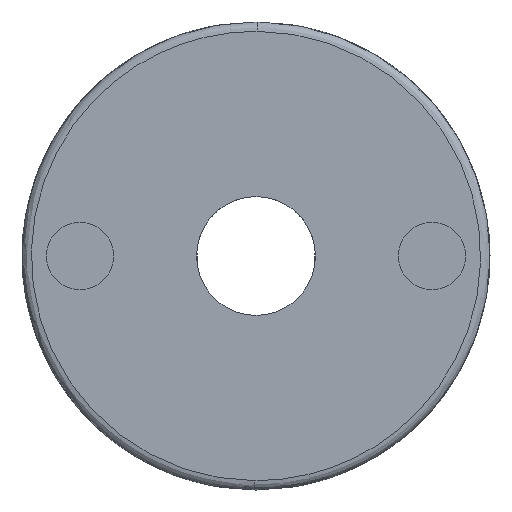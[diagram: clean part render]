
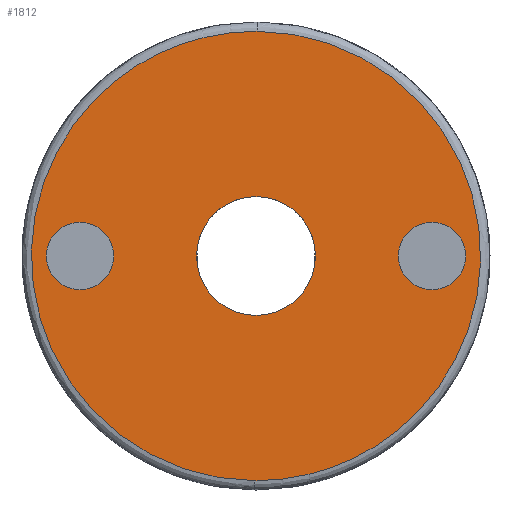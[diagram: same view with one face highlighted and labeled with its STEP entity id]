
A CAD part, left-side view. The second image highlights one B-rep face of the part: STEP entity #1812.
In plain terms, the highlighted planar face has unit normal (-1, 0, 0).
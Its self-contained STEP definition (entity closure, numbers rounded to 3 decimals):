
#149 =( BOUNDED_CURVE ( )  B_SPLINE_CURVE ( 3, ( #4749, #4781, #4780, #4774 ),
 .UNSPECIFIED., .F., .F. ) 
 B_SPLINE_CURVE_WITH_KNOTS ( ( 4, 4 ),
 ( 0.003, 1. ),
 .UNSPECIFIED. ) 
 CURVE ( )  GEOMETRIC_REPRESENTATION_ITEM ( )  RATIONAL_B_SPLINE_CURVE ( ( 1., 0.336, 0.336, 1. ) ) 
 REPRESENTATION_ITEM ( '' )  );
#232 = VERTEX_POINT ( 'NONE', #4792 ) ;
#271 = VERTEX_POINT ( 'NONE', #4723 ) ;
#275 = CARTESIAN_POINT ( 'NONE',  ( -15., 0.034, -12. ) ) ;
#278 = DIRECTION ( 'NONE',  ( 1., 0., 0. ) ) ;
#290 = DIRECTION ( 'NONE',  ( 0., 0., -1. ) ) ;
#320 = CARTESIAN_POINT ( 'NONE',  ( -15., -0.101, 12. ) ) ;
#324 = CARTESIAN_POINT ( 'NONE',  ( -15., -0.067, 12. ) ) ;
#343 = CARTESIAN_POINT ( 'NONE',  ( -15., 0., 12. ) ) ;
#362 = ORIENTED_EDGE ( 'NONE', *, *, #4908, .T. ) ;
#382 = CARTESIAN_POINT ( 'NONE',  ( -15., -0.034, 12. ) ) ;
#390 = CARTESIAN_POINT ( 'NONE',  ( -15., 0., -12. ) ) ;
#431 = VERTEX_POINT ( 'NONE', #1256 ) ;
#545 = EDGE_LOOP ( 'NONE', ( #2042, #3459 ) ) ;
#592 =( BOUNDED_CURVE ( )  B_SPLINE_CURVE ( 3, ( #343, #382, #324, #320 ),
 .UNSPECIFIED., .F., .F. ) 
 B_SPLINE_CURVE_WITH_KNOTS ( ( 4, 4 ),
 ( 0., 0.003 ),
 .UNSPECIFIED. ) 
 CURVE ( )  GEOMETRIC_REPRESENTATION_ITEM ( )  RATIONAL_B_SPLINE_CURVE ( ( 1., 1., 1., 1. ) ) 
 REPRESENTATION_ITEM ( '' )  );
#601 = CARTESIAN_POINT ( 'NONE',  ( -15., 0., -3.175 ) ) ;
#612 = AXIS2_PLACEMENT_3D ( 'NONE', #4117, #4455, #4029 ) ;
#623 = VERTEX_POINT ( 'NONE', #1700 ) ;
#764 = AXIS2_PLACEMENT_3D ( 'NONE', #806, #800, #793 ) ;
#793 = DIRECTION ( 'NONE',  ( 0., 0., -1. ) ) ;
#800 = DIRECTION ( 'NONE',  ( 1., 0., 0. ) ) ;
#804 = EDGE_LOOP ( 'NONE', ( #2938, #2188, #1414, #3114 ) ) ;
#806 = CARTESIAN_POINT ( 'NONE',  ( -15., -9.4, 0. ) ) ;
#876 = CARTESIAN_POINT ( 'NONE',  ( -15., 0.067, -12. ) ) ;
#921 = VERTEX_POINT ( 'NONE', #2271 ) ;
#1054 = CARTESIAN_POINT ( 'NONE',  ( -15., 0.101, -12. ) ) ;
#1256 = CARTESIAN_POINT ( 'NONE',  ( -15., 0., 3.175 ) ) ;
#1305 = ORIENTED_EDGE ( 'NONE', *, *, #4405, .T. ) ;
#1407 = ORIENTED_EDGE ( 'NONE', *, *, #3480, .T. ) ;
#1414 = ORIENTED_EDGE ( 'NONE', *, *, #4479, .F. ) ;
#1700 = CARTESIAN_POINT ( 'NONE',  ( -15., -9.4, 1.8 ) ) ;
#1812 = ADVANCED_FACE ( 'NONE', ( #3987, #3856, #2244, #3755 ), #4044, .F. ) ;
#1834 = DIRECTION ( 'NONE',  ( 0., 0., -1. ) ) ;
#1852 = CIRCLE ( 'NONE', #764, 1.8 ) ;
#1910 = DIRECTION ( 'NONE',  ( 1., 0., 0. ) ) ;
#1940 = CARTESIAN_POINT ( 'NONE',  ( -15., -9.4, 0. ) ) ;
#2042 = ORIENTED_EDGE ( 'NONE', *, *, #4970, .T. ) ;
#2073 = EDGE_CURVE ( 'NONE', #4352, #232, #592, .T. ) ;
#2188 = ORIENTED_EDGE ( 'NONE', *, *, #2261, .F. ) ;
#2244 = FACE_BOUND ( 'NONE', #3378, .T. ) ;
#2249 = AXIS2_PLACEMENT_3D ( 'NONE', #4072, #4081, #4083 ) ;
#2261 = EDGE_CURVE ( 'NONE', #271, #4352, #149, .T. ) ;
#2271 = CARTESIAN_POINT ( 'NONE',  ( -15., -9.4, -1.8 ) ) ;
#2278 = EDGE_LOOP ( 'NONE', ( #1407, #1305 ) ) ;
#2369 = CARTESIAN_POINT ( 'NONE',  ( -15., 9.4, 0. ) ) ;
#2451 =( BOUNDED_CURVE ( )  B_SPLINE_CURVE ( 3, ( #4629, #3951, #3062, #2749 ),
 .UNSPECIFIED., .F., .F. ) 
 B_SPLINE_CURVE_WITH_KNOTS ( ( 4, 4 ),
 ( 0.003, 1. ),
 .UNSPECIFIED. ) 
 CURVE ( )  GEOMETRIC_REPRESENTATION_ITEM ( )  RATIONAL_B_SPLINE_CURVE ( ( 1., 0.336, 0.336, 1. ) ) 
 REPRESENTATION_ITEM ( '' )  );
#2519 = CARTESIAN_POINT ( 'NONE',  ( -15., 9.4, 1.8 ) ) ;
#2582 = VERTEX_POINT ( 'NONE', #3717 ) ;
#2598 = AXIS2_PLACEMENT_3D ( 'NONE', #3903, #3897, #3894 ) ;
#2749 = CARTESIAN_POINT ( 'NONE',  ( -15., 0., -12. ) ) ;
#2875 =( BOUNDED_CURVE ( )  B_SPLINE_CURVE ( 3, ( #390, #275, #876, #1054 ),
 .UNSPECIFIED., .F., .F. ) 
 B_SPLINE_CURVE_WITH_KNOTS ( ( 4, 4 ),
 ( 0., 0.003 ),
 .UNSPECIFIED. ) 
 CURVE ( )  GEOMETRIC_REPRESENTATION_ITEM ( )  RATIONAL_B_SPLINE_CURVE ( ( 1., 1., 1., 1. ) ) 
 REPRESENTATION_ITEM ( '' )  );
#2938 = ORIENTED_EDGE ( 'NONE', *, *, #2073, .F. ) ;
#2984 = VERTEX_POINT ( 'NONE', #4095 ) ;
#3042 = EDGE_CURVE ( 'NONE', #3251, #2582, #4734, .T. ) ;
#3057 = CARTESIAN_POINT ( 'NONE',  ( -15., 0., 12. ) ) ;
#3062 = CARTESIAN_POINT ( 'NONE',  ( -15., -23.8, -12. ) ) ;
#3114 = ORIENTED_EDGE ( 'NONE', *, *, #4766, .F. ) ;
#3181 = AXIS2_PLACEMENT_3D ( 'NONE', #4066, #4109, #4143 ) ;
#3251 = VERTEX_POINT ( 'NONE', #2519 ) ;
#3378 = EDGE_LOOP ( 'NONE', ( #362, #4007 ) ) ;
#3459 = ORIENTED_EDGE ( 'NONE', *, *, #3042, .T. ) ;
#3460 = CIRCLE ( 'NONE', #3181, 3.175 ) ;
#3480 = EDGE_CURVE ( 'NONE', #921, #623, #1852, .T. ) ;
#3581 = VERTEX_POINT ( 'NONE', #601 ) ;
#3717 = CARTESIAN_POINT ( 'NONE',  ( -15., 9.4, -1.8 ) ) ;
#3737 = AXIS2_PLACEMENT_3D ( 'NONE', #2369, #278, #290 ) ;
#3755 = FACE_OUTER_BOUND ( 'NONE', #804, .T. ) ;
#3851 = CIRCLE ( 'NONE', #4864, 1.8 ) ;
#3856 = FACE_BOUND ( 'NONE', #545, .T. ) ;
#3894 = DIRECTION ( 'NONE',  ( 0., 0., -1. ) ) ;
#3897 = DIRECTION ( 'NONE',  ( 1., 0., 0. ) ) ;
#3903 = CARTESIAN_POINT ( 'NONE',  ( -15., 9.4, 0. ) ) ;
#3951 = CARTESIAN_POINT ( 'NONE',  ( -15., -23.9, 11.8 ) ) ;
#3987 = FACE_BOUND ( 'NONE', #2278, .T. ) ;
#4007 = ORIENTED_EDGE ( 'NONE', *, *, #4802, .T. ) ;
#4028 = CIRCLE ( 'NONE', #3737, 1.8 ) ;
#4029 = DIRECTION ( 'NONE',  ( 0., 0., 1. ) ) ;
#4044 = PLANE ( 'NONE',  #2249 ) ;
#4048 = CIRCLE ( 'NONE', #612, 3.175 ) ;
#4066 = CARTESIAN_POINT ( 'NONE',  ( -15., 0., 0. ) ) ;
#4072 = CARTESIAN_POINT ( 'NONE',  ( -15., 0., 0. ) ) ;
#4081 = DIRECTION ( 'NONE',  ( 1., 0., 0. ) ) ;
#4083 = DIRECTION ( 'NONE',  ( 0., 0., -1. ) ) ;
#4095 = CARTESIAN_POINT ( 'NONE',  ( -15., 0., -12. ) ) ;
#4109 = DIRECTION ( 'NONE',  ( 1., 0., 0. ) ) ;
#4117 = CARTESIAN_POINT ( 'NONE',  ( -15., 0., 0. ) ) ;
#4143 = DIRECTION ( 'NONE',  ( 0., 0., 1. ) ) ;
#4352 = VERTEX_POINT ( 'NONE', #3057 ) ;
#4405 = EDGE_CURVE ( 'NONE', #623, #921, #3851, .T. ) ;
#4455 = DIRECTION ( 'NONE',  ( 1., 0., 0. ) ) ;
#4479 = EDGE_CURVE ( 'NONE', #2984, #271, #2875, .T. ) ;
#4629 = CARTESIAN_POINT ( 'NONE',  ( -15., -0.101, 12. ) ) ;
#4723 = CARTESIAN_POINT ( 'NONE',  ( -15., 0.101, -12. ) ) ;
#4734 = CIRCLE ( 'NONE', #2598, 1.8 ) ;
#4749 = CARTESIAN_POINT ( 'NONE',  ( -15., 0.101, -12. ) ) ;
#4766 = EDGE_CURVE ( 'NONE', #232, #2984, #2451, .T. ) ;
#4774 = CARTESIAN_POINT ( 'NONE',  ( -15., 0., 12. ) ) ;
#4780 = CARTESIAN_POINT ( 'NONE',  ( -15., 23.8, 12. ) ) ;
#4781 = CARTESIAN_POINT ( 'NONE',  ( -15., 23.9, -11.8 ) ) ;
#4792 = CARTESIAN_POINT ( 'NONE',  ( -15., -0.101, 12. ) ) ;
#4802 = EDGE_CURVE ( 'NONE', #3581, #431, #4048, .T. ) ;
#4864 = AXIS2_PLACEMENT_3D ( 'NONE', #1940, #1910, #1834 ) ;
#4908 = EDGE_CURVE ( 'NONE', #431, #3581, #3460, .T. ) ;
#4970 = EDGE_CURVE ( 'NONE', #2582, #3251, #4028, .T. ) ;
